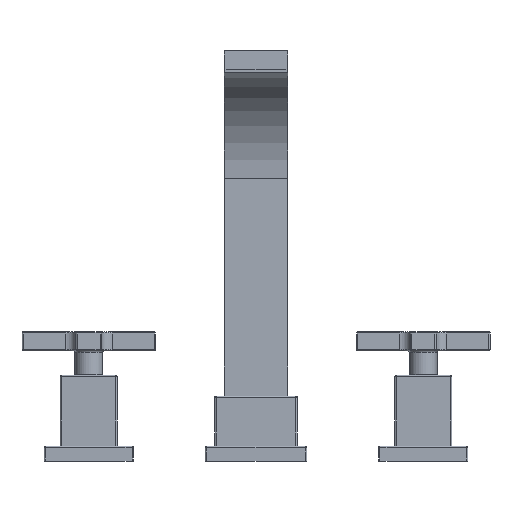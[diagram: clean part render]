
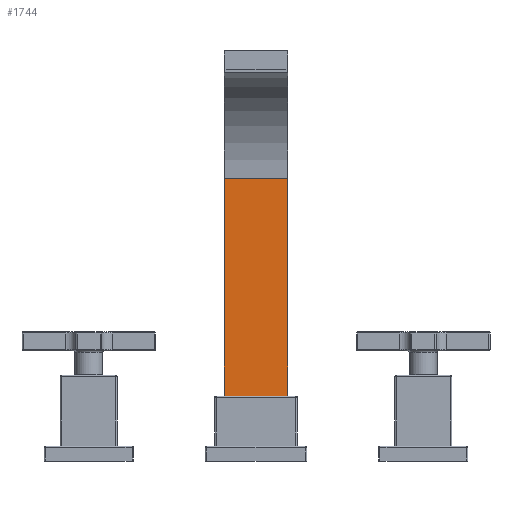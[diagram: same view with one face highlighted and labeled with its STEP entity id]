
A CAD part, front view. The second image highlights one B-rep face of the part: STEP entity #1744.
In plain terms, the highlighted planar face has unit normal (0, -1, 0).
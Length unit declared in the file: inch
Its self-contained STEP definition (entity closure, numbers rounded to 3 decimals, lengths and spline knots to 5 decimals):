
#663=DIRECTION('',(1.,0.,0.));
#664=VECTOR('',#663,1.5);
#665=CARTESIAN_POINT('',(-0.75,-0.25,1.53));
#666=LINE('',#665,#664);
#732=DIRECTION('',(0.,0.,1.));
#733=VECTOR('',#732,5.12615);
#734=CARTESIAN_POINT('',(0.75,-0.25,1.53));
#735=LINE('',#734,#733);
#754=DIRECTION('',(0.,0.,1.));
#755=VECTOR('',#754,5.12615);
#756=CARTESIAN_POINT('',(-0.75,-0.25,1.53));
#757=LINE('',#756,#755);
#820=DIRECTION('',(1.,0.,0.));
#821=VECTOR('',#820,1.5);
#822=CARTESIAN_POINT('',(-0.75,-0.25,6.65615));
#823=LINE('',#822,#821);
#911=CARTESIAN_POINT('',(-0.75,-0.25,6.65615));
#912=CARTESIAN_POINT('',(0.75,-0.25,6.65615));
#913=VERTEX_POINT('',#911);
#914=VERTEX_POINT('',#912);
#927=CARTESIAN_POINT('',(-0.75,-0.25,1.53));
#928=VERTEX_POINT('',#927);
#929=CARTESIAN_POINT('',(0.75,-0.25,1.53));
#930=VERTEX_POINT('',#929);
#1731=CARTESIAN_POINT('',(-0.75,-0.25,1.205));
#1732=DIRECTION('',(0.,-1.,0.));
#1733=DIRECTION('',(1.,0.,0.));
#1734=AXIS2_PLACEMENT_3D('',#1731,#1732,#1733);
#1735=PLANE('',#1734);
#1736=ORIENTED_EDGE('',*,*,#1554,.F.);
#1738=ORIENTED_EDGE('',*,*,#1737,.T.);
#1740=ORIENTED_EDGE('',*,*,#1739,.T.);
#1741=ORIENTED_EDGE('',*,*,#1712,.F.);
#1742=EDGE_LOOP('',(#1736,#1738,#1740,#1741));
#1743=FACE_OUTER_BOUND('',#1742,.F.);
#1554=EDGE_CURVE('',#928,#930,#666,.T.);
#1712=EDGE_CURVE('',#930,#914,#735,.T.);
#1737=EDGE_CURVE('',#928,#913,#757,.T.);
#1739=EDGE_CURVE('',#913,#914,#823,.T.);
#1744=ADVANCED_FACE('',(#1743),#1735,.T.);
